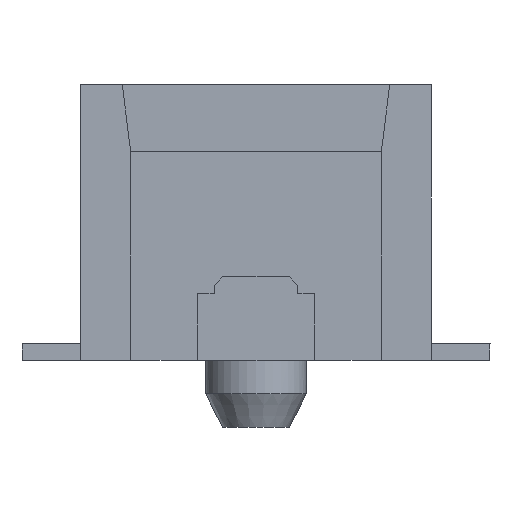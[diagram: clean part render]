
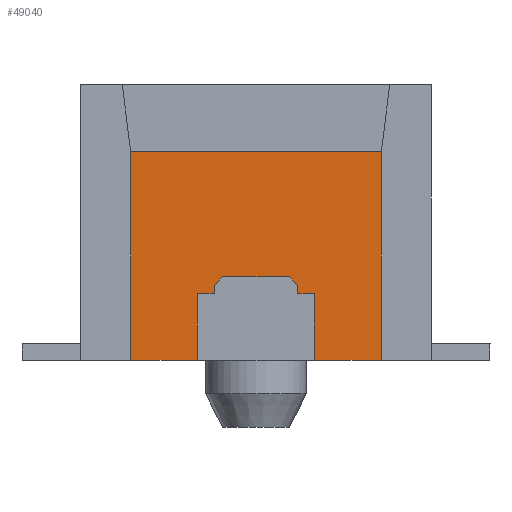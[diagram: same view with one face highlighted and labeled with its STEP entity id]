
A CAD part, front view. The second image highlights one B-rep face of the part: STEP entity #49040.
In plain terms, the highlighted planar face has unit normal (0, -1, 0).
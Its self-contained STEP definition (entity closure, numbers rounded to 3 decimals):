
#30790=CARTESIAN_POINT('',(5.702,561.418,
-1.2));
#30800=VERTEX_POINT('',#30790);
#31050=CARTESIAN_POINT('',(6.886,561.418,
-1.2));
#31060=VERTEX_POINT('',#31050);
#37150=CARTESIAN_POINT('',(7.794,561.418,
-0.2));
#37160=VERTEX_POINT('',#37150);
#37470=CARTESIAN_POINT('',(7.794,561.418,
-1.2));
#37480=VERTEX_POINT('',#37470);
#37510=CARTESIAN_POINT('',(7.794,561.418,0.));
#37520=DIRECTION('',(0.,0.,-1.));
#37530=VECTOR('',#37520,1.);
#37540=LINE('',#37510,#37530);
#37550=EDGE_CURVE('',#37160,#37480,#37540,.T.);
#47720=CARTESIAN_POINT('',(6.294,561.418,
0.45));
#47730=DIRECTION('',(0.,1.,0.));
#47740=DIRECTION('',(-1.,0.,0.));
#47750=AXIS2_PLACEMENT_3D('',#47720,#47730,#47740);
#47760=PLANE('',#47750);
#47770=CARTESIAN_POINT('',(5.794,561.418,
-0.3));
#47780=DIRECTION('',(0.707,0.,0.707));
#47790=VECTOR('',#47780,1.);
#47800=LINE('',#47770,#47790);
#47810=CARTESIAN_POINT('',(5.794,561.418,
-0.3));
#47820=VERTEX_POINT('',#47810);
#47830=CARTESIAN_POINT('',(5.894,561.418,
-0.2));
#47840=VERTEX_POINT('',#47830);
#47850=EDGE_CURVE('',#47820,#47840,#47800,.T.);
#47860=ORIENTED_EDGE('',*,*,#47850,.T.);
#47870=CARTESIAN_POINT('',(5.794,561.418,
-1.2));
#47880=DIRECTION('',(0.,0.,1.));
#47890=VECTOR('',#47880,1.);
#47900=LINE('',#47870,#47890);
#47910=CARTESIAN_POINT('',(5.794,561.418,
-1.2));
#47920=VERTEX_POINT('',#47910);
#47930=EDGE_CURVE('',#47920,#47820,#47900,.T.);
#47940=ORIENTED_EDGE('',*,*,#47930,.T.);
#47950=CARTESIAN_POINT('',(0.,561.418,-1.2));
#47960=DIRECTION('',(-1.,0.,0.));
#47970=VECTOR('',#47960,1.);
#47980=LINE('',#47950,#47970);
#47990=EDGE_CURVE('',#47920,#30800,#47980,.T.);
#48000=ORIENTED_EDGE('',*,*,#47990,.F.);
#48010=CARTESIAN_POINT('',(0.,561.418,-1.2));
#48020=DIRECTION('',(1.,0.,0.));
#48030=VECTOR('',#48020,1.);
#48040=LINE('',#48010,#48030);
#48050=CARTESIAN_POINT('',(4.794,561.418,
-1.2));
#48060=VERTEX_POINT('',#48050);
#48070=EDGE_CURVE('',#48060,#30800,#48040,.T.);
#48080=ORIENTED_EDGE('',*,*,#48070,.T.);
#48090=CARTESIAN_POINT('',(4.794,561.418,0.));
#48100=DIRECTION('',(0.,0.,1.));
#48110=VECTOR('',#48100,1.);
#48120=LINE('',#48090,#48110);
#48130=CARTESIAN_POINT('',(4.794,561.418,
-0.2));
#48140=VERTEX_POINT('',#48130);
#48150=EDGE_CURVE('',#48060,#48140,#48120,.T.);
#48160=ORIENTED_EDGE('',*,*,#48150,.F.);
#48170=CARTESIAN_POINT('',(4.794,561.418,
-0.1));
#48180=DIRECTION('',(0.,-1.,0.));
#48190=DIRECTION('',(-0.707,0.,
-0.707));
#48200=AXIS2_PLACEMENT_3D('',#48170,#48180,#48190);
#48210=CIRCLE('',#48200,0.1);
#48220=CARTESIAN_POINT('',(4.723,561.418,
-0.171));
#48230=VERTEX_POINT('',#48220);
#48240=EDGE_CURVE('',#48230,#48140,#48210,.T.);
#48250=ORIENTED_EDGE('',*,*,#48240,.T.);
#48260=CARTESIAN_POINT('',(4.694,561.418,
-0.1));
#48270=VERTEX_POINT('',#48260);
#48280=EDGE_CURVE('',#48270,#48230,#48210,.T.);
#48290=ORIENTED_EDGE('',*,*,#48280,.T.);
#48300=CARTESIAN_POINT('',(4.694,561.418,
-0.1));
#48310=DIRECTION('',(0.,0.,1.));
#48320=VECTOR('',#48310,1.);
#48330=LINE('',#48300,#48320);
#48340=CARTESIAN_POINT('',(4.694,561.418,
1.3));
#48350=VERTEX_POINT('',#48340);
#48360=EDGE_CURVE('',#48270,#48350,#48330,.T.);
#48370=ORIENTED_EDGE('',*,*,#48360,.F.);
#48380=CARTESIAN_POINT('',(0.,561.418,1.3));
#48390=DIRECTION('',(-1.,0.,0.));
#48400=VECTOR('',#48390,1.);
#48410=LINE('',#48380,#48400);
#48420=CARTESIAN_POINT('',(7.894,561.418,
1.3));
#48430=VERTEX_POINT('',#48420);
#48440=EDGE_CURVE('',#48430,#48350,#48410,.T.);
#48450=ORIENTED_EDGE('',*,*,#48440,.T.);
#48460=CARTESIAN_POINT('',(7.894,561.418,
-0.1));
#48470=DIRECTION('',(0.,0.,1.));
#48480=VECTOR('',#48470,1.);
#48490=LINE('',#48460,#48480);
#48500=CARTESIAN_POINT('',(7.894,561.418,
-0.1));
#48510=VERTEX_POINT('',#48500);
#48520=EDGE_CURVE('',#48510,#48430,#48490,.T.);
#48530=ORIENTED_EDGE('',*,*,#48520,.T.);
#48540=CARTESIAN_POINT('',(7.794,561.418,
-0.1));
#48550=DIRECTION('',(0.,-1.,0.));
#48560=DIRECTION('',(0.707,0.,
-0.707));
#48570=AXIS2_PLACEMENT_3D('',#48540,#48550,#48560);
#48580=CIRCLE('',#48570,0.1);
#48590=CARTESIAN_POINT('',(7.865,561.418,
-0.171));
#48600=VERTEX_POINT('',#48590);
#48610=EDGE_CURVE('',#48600,#48510,#48580,.T.);
#48620=ORIENTED_EDGE('',*,*,#48610,.T.);
#48630=EDGE_CURVE('',#37160,#48600,#48580,.T.);
#48640=ORIENTED_EDGE('',*,*,#48630,.T.);
#48650=ORIENTED_EDGE('',*,*,#37550,.F.);
#48660=CARTESIAN_POINT('',(0.,561.418,-1.2));
#48670=DIRECTION('',(1.,0.,0.));
#48680=VECTOR('',#48670,1.);
#48690=LINE('',#48660,#48680);
#48700=EDGE_CURVE('',#31060,#37480,#48690,.T.);
#48710=ORIENTED_EDGE('',*,*,#48700,.T.);
#48720=CARTESIAN_POINT('',(0.,561.418,-1.2));
#48730=DIRECTION('',(-1.,0.,0.));
#48740=VECTOR('',#48730,1.);
#48750=LINE('',#48720,#48740);
#48760=CARTESIAN_POINT('',(6.794,561.418,
-1.2));
#48770=VERTEX_POINT('',#48760);
#48780=EDGE_CURVE('',#31060,#48770,#48750,.T.);
#48790=ORIENTED_EDGE('',*,*,#48780,.F.);
#48800=CARTESIAN_POINT('',(6.794,561.418,
-0.3));
#48810=DIRECTION('',(0.,0.,-1.));
#48820=VECTOR('',#48810,1.);
#48830=LINE('',#48800,#48820);
#48840=CARTESIAN_POINT('',(6.794,561.418,
-0.3));
#48850=VERTEX_POINT('',#48840);
#48860=EDGE_CURVE('',#48850,#48770,#48830,.T.);
#48870=ORIENTED_EDGE('',*,*,#48860,.T.);
#48880=CARTESIAN_POINT('',(6.694,561.418,
-0.2));
#48890=DIRECTION('',(0.707,0.,-0.707));
#48900=VECTOR('',#48890,1.);
#48910=LINE('',#48880,#48900);
#48920=CARTESIAN_POINT('',(6.694,561.418,
-0.2));
#48930=VERTEX_POINT('',#48920);
#48940=EDGE_CURVE('',#48930,#48850,#48910,.T.);
#48950=ORIENTED_EDGE('',*,*,#48940,.T.);
#48960=CARTESIAN_POINT('',(0.,561.418,-0.2));
#48970=DIRECTION('',(-1.,0.,0.));
#48980=VECTOR('',#48970,1.);
#48990=LINE('',#48960,#48980);
#49000=EDGE_CURVE('',#48930,#47840,#48990,.T.);
#49010=ORIENTED_EDGE('',*,*,#49000,.F.);
#49020=EDGE_LOOP('',(#49010,#48950,#48870,#48790,#48710,#48650,#48640,
#48620,#48530,#48450,#48370,#48290,#48250,#48160,#48080,#48000,#47940,
#47860));
#49030=FACE_OUTER_BOUND('',#49020,.T.);
#49040=ADVANCED_FACE('',(#49030),#47760,.F.);
